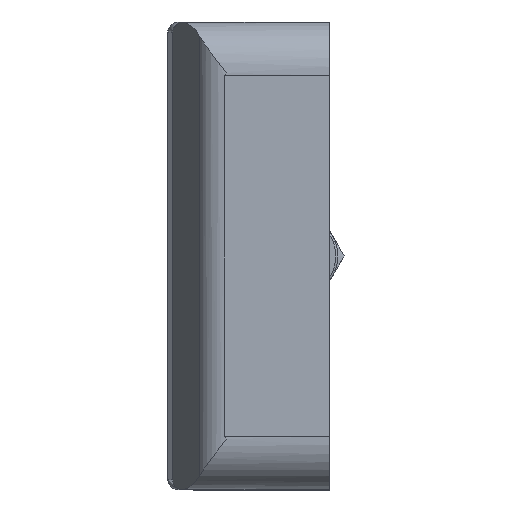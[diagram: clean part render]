
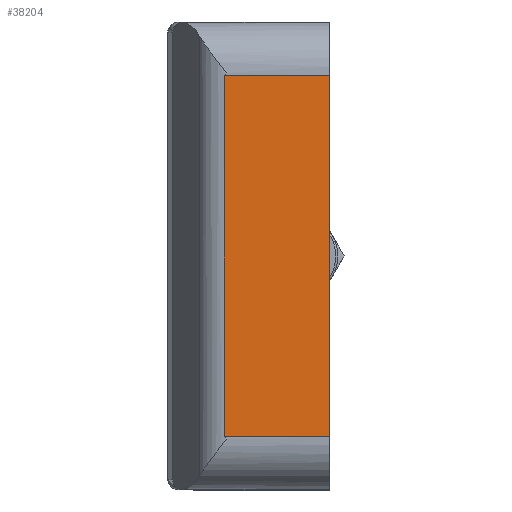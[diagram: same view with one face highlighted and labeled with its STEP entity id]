
A CAD part, left-side view. The second image highlights one B-rep face of the part: STEP entity #38204.
In plain terms, the highlighted planar face has unit normal (-1, 0, 0).
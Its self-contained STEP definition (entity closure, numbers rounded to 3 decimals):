
#1004 = VERTEX_POINT ( 'NONE', #9641 ) ;
#1473 = VERTEX_POINT ( 'NONE', #34388 ) ;
#1846 = DIRECTION ( 'NONE',  ( 0., 0., -1. ) ) ;
#4553 = FACE_OUTER_BOUND ( 'NONE', #18851, .T. ) ;
#5514 = CARTESIAN_POINT ( 'NONE',  ( -23.052, 0., 17.531 ) ) ;
#5528 = EDGE_CURVE ( 'NONE', #9197, #14616, #10807, .T. ) ;
#5959 = DIRECTION ( 'NONE',  ( 0., 0., 1. ) ) ;
#6146 = AXIS2_PLACEMENT_3D ( 'NONE', #34545, #19580, #1846 ) ;
#6900 = DIRECTION ( 'NONE',  ( 0., 0., 1. ) ) ;
#8046 = VECTOR ( 'NONE', #5959, 1000. ) ;
#8695 = VECTOR ( 'NONE', #6900, 1000. ) ;
#9197 = VERTEX_POINT ( 'NONE', #15498 ) ;
#9641 = CARTESIAN_POINT ( 'NONE',  ( -23.052, 10.343, -17.943 ) ) ;
#10807 = LINE ( 'NONE', #15014, #8046 ) ;
#14083 = LINE ( 'NONE', #28012, #30742 ) ;
#14616 = VERTEX_POINT ( 'NONE', #5514 ) ;
#15014 = CARTESIAN_POINT ( 'NONE',  ( -23.052, 0., -17.943 ) ) ;
#15222 = DIRECTION ( 'NONE',  ( 0., -1., 0. ) ) ;
#15498 = CARTESIAN_POINT ( 'NONE',  ( -23.052, 0., -17.943 ) ) ;
#15824 = CARTESIAN_POINT ( 'NONE',  ( -23.052, 10.343, -29.21 ) ) ;
#16568 = VECTOR ( 'NONE', #15222, 1000. ) ;
#16582 = LINE ( 'NONE', #15824, #8695 ) ;
#17272 = ORIENTED_EDGE ( 'NONE', *, *, #19016, .F. ) ;
#18851 = EDGE_LOOP ( 'NONE', ( #17272, #32274, #21152, #37251 ) ) ;
#19016 = EDGE_CURVE ( 'NONE', #1004, #1473, #16582, .T. ) ;
#19207 = PLANE ( 'NONE',  #6146 ) ;
#19580 = DIRECTION ( 'NONE',  ( 1., 0., 0. ) ) ;
#20737 = LINE ( 'NONE', #21424, #16568 ) ;
#21152 = ORIENTED_EDGE ( 'NONE', *, *, #5528, .T. ) ;
#21422 = EDGE_CURVE ( 'NONE', #1004, #9197, #14083, .T. ) ;
#21424 = CARTESIAN_POINT ( 'NONE',  ( -23.052, 17.78, 17.531 ) ) ;
#28012 = CARTESIAN_POINT ( 'NONE',  ( -23.052, 17.78, -17.943 ) ) ;
#28133 = DIRECTION ( 'NONE',  ( 0., -1., 0. ) ) ;
#30742 = VECTOR ( 'NONE', #28133, 1000. ) ;
#32274 = ORIENTED_EDGE ( 'NONE', *, *, #21422, .T. ) ;
#34388 = CARTESIAN_POINT ( 'NONE',  ( -23.052, 10.343, 17.531 ) ) ;
#34545 = CARTESIAN_POINT ( 'NONE',  ( -23.052, 17.78, -17.943 ) ) ;
#37251 = ORIENTED_EDGE ( 'NONE', *, *, #38033, .F. ) ;
#38033 = EDGE_CURVE ( 'NONE', #1473, #14616, #20737, .T. ) ;
#38204 = ADVANCED_FACE ( 'NONE', ( #4553 ), #19207, .F. ) ;
